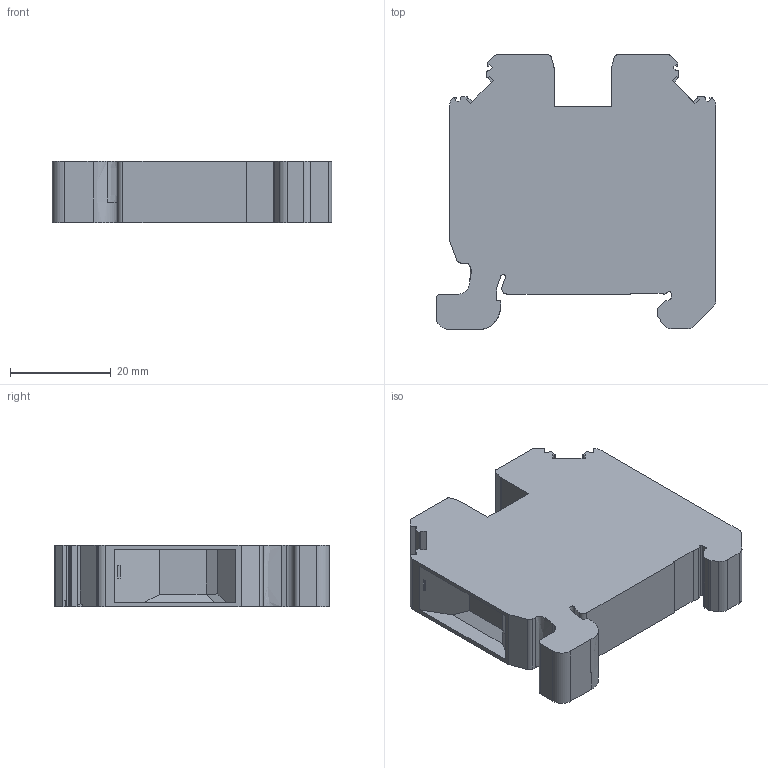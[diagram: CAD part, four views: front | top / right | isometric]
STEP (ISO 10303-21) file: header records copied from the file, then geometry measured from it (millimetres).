
FILE_DESCRIPTION(/* description */ (''),/* implementation_level */ '2;1');
FILE_NAME(/* name */ 'TU16-2-PE.stp',/* time_stamp */ '2022-03-15T09:46:32+08:00',/* author */ (''),/* organization */ (''),/* preprocessor_version */ 'ST-DEVELOPER v16.7',/* originating_system */ 'SIEMENS PLM Software NX 12.0',/* authorisation */ '');
FILE_SCHEMA (('AP203_CONFIGURATION_CONTROLLED_3D_DESIGN_OF_MECHANICAL_PARTS_AND_ASSEMBLIES_MIM_LF { 1 0 10303 403 2 1 2}'));
Length unit declared in the file: millimetre
Products named in the file (1): _model1
Bounding box: 55.5 x 54.5 x 12.2 mm (x, y, z)
Volume: 26138.8 mm3; surface area: 8767.7 mm2
Topology: 1 solids, 1 shells, 180 faces, 510 edges, 337 vertices
Faces by surface type: plane 121, cylinder 52, torus 4, bspline 2, extrusion 1
Entity records: 6000 total; most frequent: CARTESIAN_POINT 1144, ORIENTED_EDGE 1020, DIRECTION 973, EDGE_CURVE 510, VECTOR 381, LINE 380, VERTEX_POINT 337, AXIS2_PLACEMENT_3D 296
